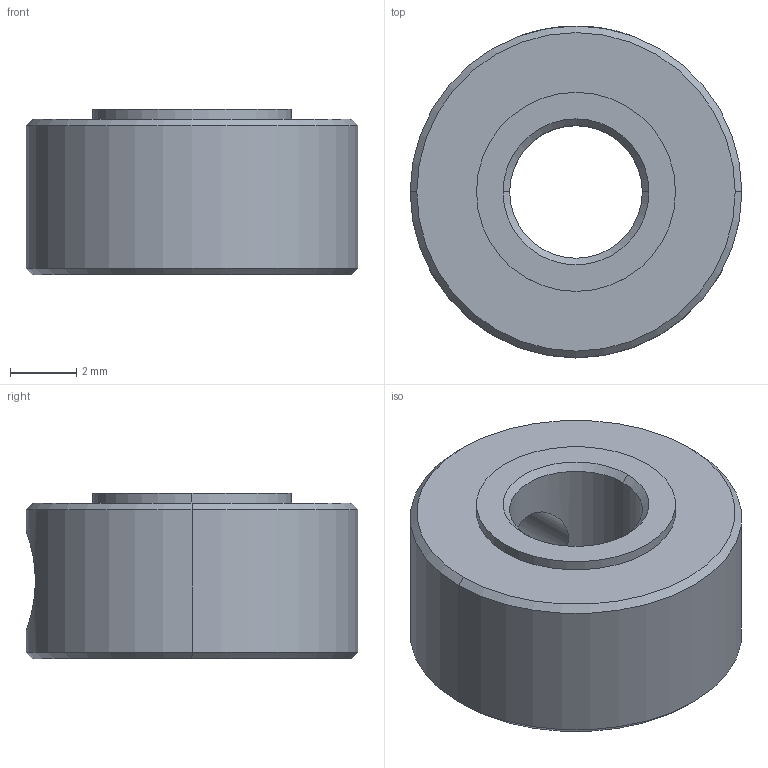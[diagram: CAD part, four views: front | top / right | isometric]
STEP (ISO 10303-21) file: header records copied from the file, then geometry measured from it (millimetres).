
FILE_DESCRIPTION (( 'STEP AP214' ), '1' );
FILE_NAME ('Shaft Collar 4mm粣杶.step', '2016-10-28T04:16:20', ( 'dell' ), ( '' ), 'SwSTEP 2.0', 'SolidWorks 2013', '' );
FILE_SCHEMA (( 'AUTOMOTIVE_DESIGN' ));
Length unit declared in the file: millimetre
Products named in the file (1): Shaft Collar 4mm粣杶
Bounding box: 10 x 10 x 5 mm (x, y, z)
Volume: 297.4 mm3; surface area: 350.4 mm2
Topology: 1 solids, 1 shells, 21 faces, 45 edges, 27 vertices
Faces by surface type: cylinder 8, cone 8, plane 3, bspline 2
Entity records: 1841 total; most frequent: CARTESIAN_POINT 1328, DIRECTION 96, ORIENTED_EDGE 90, EDGE_CURVE 45, AXIS2_PLACEMENT_3D 40, VERTEX_POINT 27, EDGE_LOOP 26, ADVANCED_FACE 21
